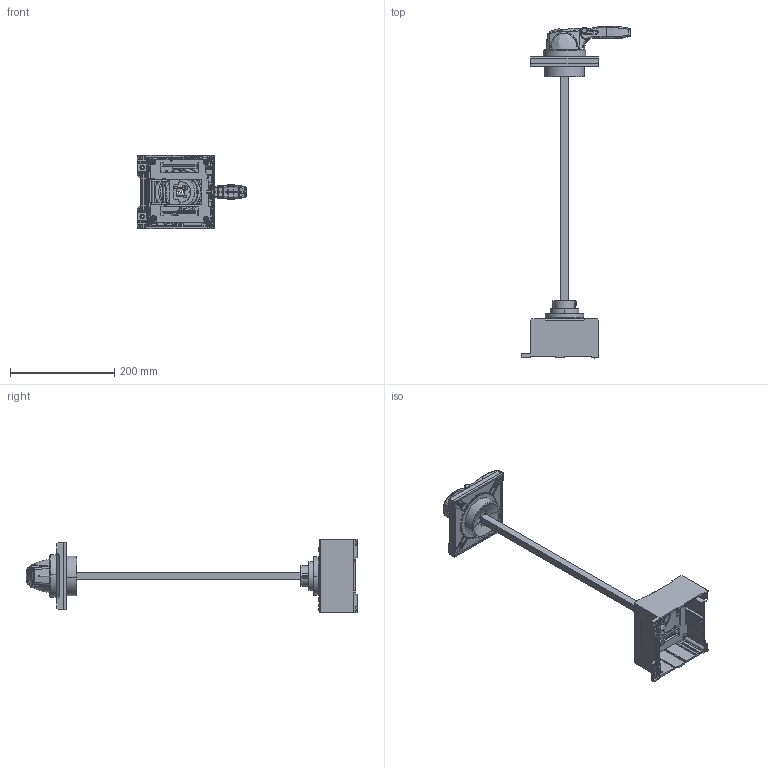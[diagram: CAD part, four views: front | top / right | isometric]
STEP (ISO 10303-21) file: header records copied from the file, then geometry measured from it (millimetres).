
FILE_DESCRIPTION(/* description */ (''),/* implementation_level */ '2;1');
FILE_NAME(/* name */ 'FILE_STP_CAD_DRAWING_3D_P5X18472_prt.stp',/* time_stamp */ '2025-07-28T15:48:04+02:00',/* author */ (''),/* organization */ (''),/* preprocessor_version */ 'ST-DEVELOPER v20',/* originating_system */ 'SIEMENS PLM Software NX2406.8500',/* authorisation */ '');
FILE_SCHEMA (('AUTOMOTIVE_DESIGN { 1 0 10303 214 3 1 1 1 }'));
Products named in the file (1): 3D_P5X18472
Bounding box: 208.71 x 635.49 x 140 mm (x, y, z)
Surface area: 230760.2 mm2 (no closed solid volume)
Topology: 0 solids, 422 shells, 450 faces, 4339 edges, 4301 vertices
Faces by surface type: plane 282, cylinder 58, bspline 57, torus 29, cone 16, sphere 8
Entity records: 52879 total; most frequent: CARTESIAN_POINT 27462, ORIENTED_EDGE 4385, EDGE_CURVE 4339, VERTEX_POINT 4300, B_SPLINE_CURVE_WITH_KNOTS 3837, DIRECTION 1399, EDGE_LOOP 639, AXIS2_PLACEMENT_3D 602
